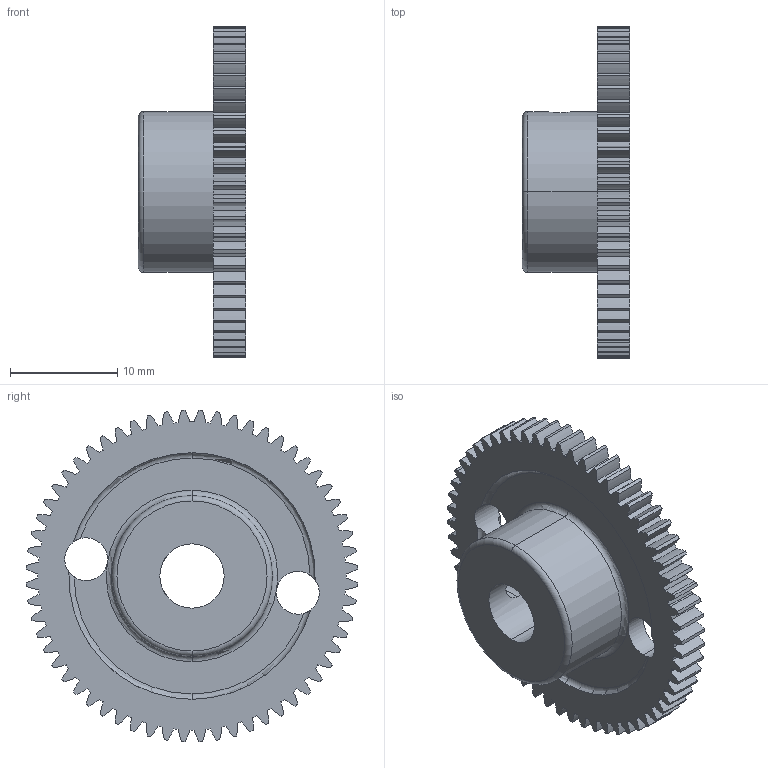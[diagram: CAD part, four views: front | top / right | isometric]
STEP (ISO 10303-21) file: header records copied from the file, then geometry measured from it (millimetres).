
FILE_DESCRIPTION (( 'STEP AP203' ), '1' );
FILE_NAME ('Gear M1 Z60 M0_5 2#.STEP', '2021-07-18T09:47:51', ( '' ), ( '' ), 'SwSTEP 2.0', 'SolidWorks 2020', '' );
FILE_SCHEMA (( 'CONFIG_CONTROL_DESIGN' ));
Length unit declared in the file: millimetre
Products named in the file (1): Gear M1 Z60 M0_5 2#
Bounding box: 10 x 30.97 x 30.97 mm (x, y, z)
Volume: 2747.1 mm3; surface area: 2509.4 mm2
Topology: 1 solids, 1 shells, 279 faces, 827 edges, 548 vertices
Faces by surface type: cylinder 255, torus 16, plane 8
Entity records: 9888 total; most frequent: DIRECTION 1935, CARTESIAN_POINT 1793, ORIENTED_EDGE 1654, AXIS2_PLACEMENT_3D 840, EDGE_CURVE 827, CIRCLE 560, VERTEX_POINT 548, EDGE_LOOP 285
